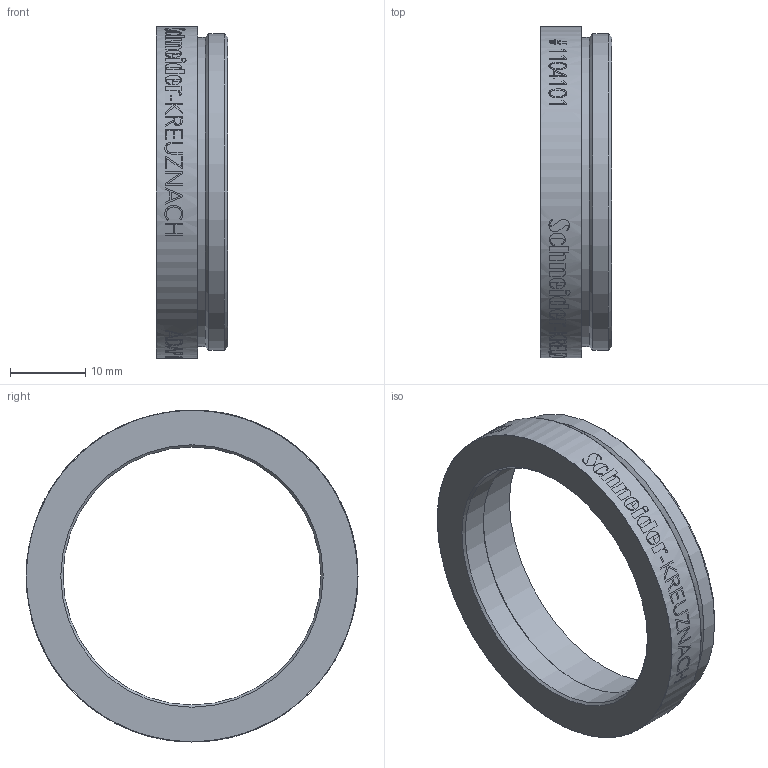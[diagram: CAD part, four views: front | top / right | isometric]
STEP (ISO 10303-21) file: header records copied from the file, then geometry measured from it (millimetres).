
FILE_DESCRIPTION(/* description */ (''),/* implementation_level */ '2;1');
FILE_NAME(/* name */ '1104101_00167006_001.stp',/* time_stamp */ '2022-04-11T11:58:15+02:00',/* author */ (''),/* organization */ (''),/* preprocessor_version */ 'ST-DEVELOPER v16',/* originating_system */ 'SIEMENS PLM Software NX 10.0',/* authorisation */ '');
FILE_SCHEMA (('AP203_CONFIGURATION_CONTROLLED_3D_DESIGN_OF_MECHANICAL_PARTS_AND_ASSEMBLIES_MIM_LF { 1 0 10303 403 2 1 2}'));
Length unit declared in the file: millimetre
Products named in the file (1): Froe18D4278F5ue8
Bounding box: 9.5 x 44 x 44 mm (x, y, z)
Volume: 4524.8 mm3; surface area: 4317.9 mm2
Topology: 1 solids, 2 shells, 79 faces, 447 edges, 437 vertices
Faces by surface type: cylinder 70, plane 5, cone 4
Full cylindrical faces by diameter (mm): 34.188 x1, 36 x1, 40.98 x1, 42 x1, 44 x2
Entity records: 5938 total; most frequent: CARTESIAN_POINT 2903, ORIENTED_EDGE 868, VERTEX_POINT 435, EDGE_CURVE 435, B_SPLINE_CURVE_WITH_KNOTS 419, DIRECTION 192, EDGE_LOOP 158, FACE_BOUND 109
